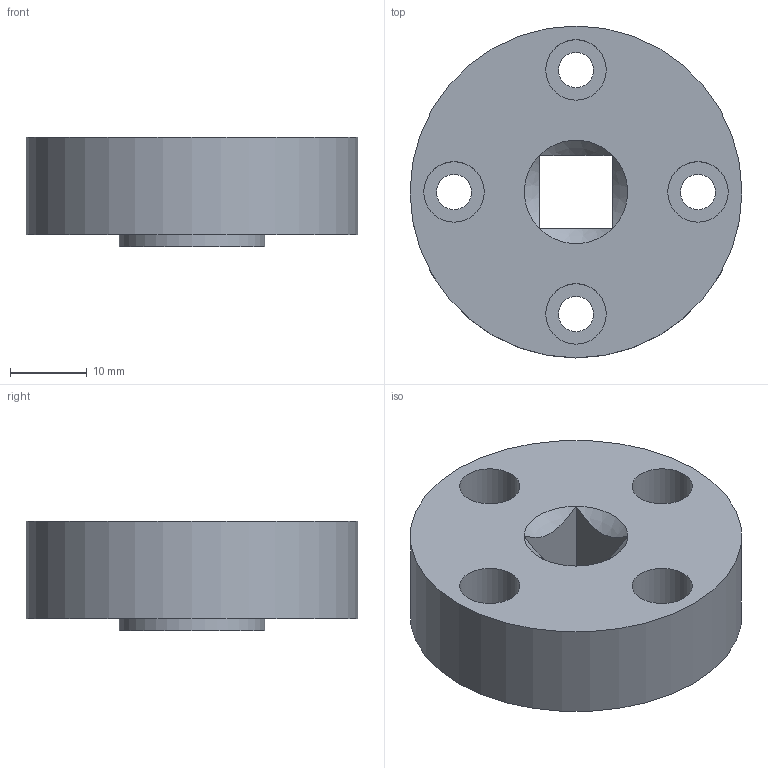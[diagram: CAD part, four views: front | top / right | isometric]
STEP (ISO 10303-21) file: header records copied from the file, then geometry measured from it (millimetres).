
FILE_DESCRIPTION(/* description */ (''),/* implementation_level */ '2;1');
FILE_NAME(/* name */ 'FSH02362.stp',/* time_stamp */ '2015-04-22T10:07:19-07:00',/* author */ ('joon'),/* organization */ (''),/* preprocessor_version */ 'ST-DEVELOPER v15.6',/* originating_system */ 'Autodesk Inventor 2015',/* authorisation */ '');
FILE_SCHEMA (('AUTOMOTIVE_DESIGN { 1 0 10303 214 3 1 1 }'));
Length unit declared in the file: inch
Products named in the file (1): 100 - 500 IN-LB F1053
Bounding box: 43.18 x 43.18 x 14.22 mm (x, y, z)
Volume: 15814.3 mm3; surface area: 6011.6 mm2
Topology: 1 solids, 1 shells, 25 faces, 54 edges, 36 vertices
Faces by surface type: plane 11, cylinder 10, cone 4
Full cylindrical faces by diameter (mm): 4.572 x4, 7.874 x4, 18.948 x1, 43.18 x1
Entity records: 684 total; most frequent: DIRECTION 116, CARTESIAN_POINT 114, ORIENTED_EDGE 88, EDGE_LOOP 50, AXIS2_PLACEMENT_3D 50, EDGE_CURVE 44, VERTEX_POINT 36, FACE_BOUND 25
